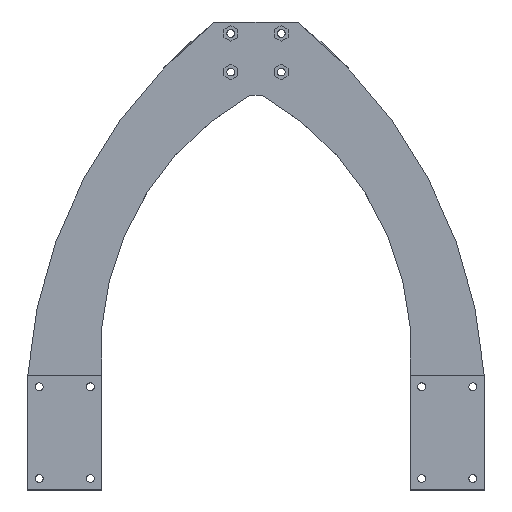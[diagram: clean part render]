
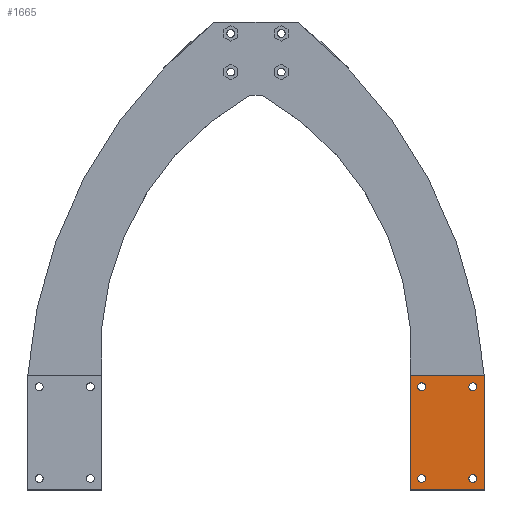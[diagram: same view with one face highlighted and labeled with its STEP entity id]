
A CAD part, top view. The second image highlights one B-rep face of the part: STEP entity #1665.
In plain terms, the highlighted planar face has unit normal (0, 0, 1).
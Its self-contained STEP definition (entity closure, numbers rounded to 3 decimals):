
#28 = DIRECTION ( 'NONE',  ( 0., 0., -1. ) ) ;
#34 = CIRCLE ( 'NONE', #1692, 1.7 ) ;
#68 = CARTESIAN_POINT ( 'NONE',  ( 94.5, -49.962, 108.338 ) ) ;
#88 = EDGE_LOOP ( 'NONE', ( #115, #441 ) ) ;
#108 = CARTESIAN_POINT ( 'NONE',  ( 67.211, -121.662, 108.338 ) ) ;
#113 = DIRECTION ( 'NONE',  ( 0., 1., 0. ) ) ;
#115 = ORIENTED_EDGE ( 'NONE', *, *, #1062, .T. ) ;
#166 = ORIENTED_EDGE ( 'NONE', *, *, #2214, .T. ) ;
#207 = CARTESIAN_POINT ( 'NONE',  ( 72.211, -51.662, 108.338 ) ) ;
#311 = AXIS2_PLACEMENT_3D ( 'NONE', #1490, #2329, #447 ) ;
#326 = CARTESIAN_POINT ( 'NONE',  ( 94.5, -53.362, 108.338 ) ) ;
#339 = DIRECTION ( 'NONE',  ( 0., 0., -1. ) ) ;
#380 = CIRCLE ( 'NONE', #1962, 1.7 ) ;
#385 = EDGE_CURVE ( 'NONE', #2009, #980, #888, .T. ) ;
#416 = CIRCLE ( 'NONE', #2480, 1.7 ) ;
#426 = DIRECTION ( 'NONE',  ( 0., 0., -1. ) ) ;
#441 = ORIENTED_EDGE ( 'NONE', *, *, #2299, .T. ) ;
#444 = CARTESIAN_POINT ( 'NONE',  ( 72.211, -91.662, 108.338 ) ) ;
#447 = DIRECTION ( 'NONE',  ( 0., 1., 0. ) ) ;
#451 = VERTEX_POINT ( 'NONE', #1399 ) ;
#488 = CIRCLE ( 'NONE', #2022, 1.7 ) ;
#498 = EDGE_LOOP ( 'NONE', ( #2030, #1800, #1124, #1928 ) ) ;
#509 = DIRECTION ( 'NONE',  ( 0., 1., 0. ) ) ;
#558 = CARTESIAN_POINT ( 'NONE',  ( 72.211, -51.662, 108.338 ) ) ;
#566 = CARTESIAN_POINT ( 'NONE',  ( 67.211, -46.662, 108.338 ) ) ;
#610 = EDGE_CURVE ( 'NONE', #2009, #2645, #2276, .T. ) ;
#663 = CARTESIAN_POINT ( 'NONE',  ( 72.211, -53.362, 108.338 ) ) ;
#708 = AXIS2_PLACEMENT_3D ( 'NONE', #1779, #991, #1999 ) ;
#738 = ORIENTED_EDGE ( 'NONE', *, *, #1977, .T. ) ;
#751 = VERTEX_POINT ( 'NONE', #68 ) ;
#803 = EDGE_LOOP ( 'NONE', ( #2395, #1112 ) ) ;
#839 = DIRECTION ( 'NONE',  ( -1., 0., 0. ) ) ;
#888 = LINE ( 'NONE', #1136, #957 ) ;
#934 = EDGE_CURVE ( 'NONE', #1497, #2321, #1153, .T. ) ;
#957 = VECTOR ( 'NONE', #1978, 1000. ) ;
#966 = CARTESIAN_POINT ( 'NONE',  ( 67.211, -96.662, 108.338 ) ) ;
#972 = PLANE ( 'NONE',  #1432 ) ;
#978 = LINE ( 'NONE', #108, #1231 ) ;
#980 = VERTEX_POINT ( 'NONE', #2089 ) ;
#986 = LINE ( 'NONE', #1622, #2266 ) ;
#991 = DIRECTION ( 'NONE',  ( 0., 0., -1. ) ) ;
#1011 = ORIENTED_EDGE ( 'NONE', *, *, #2481, .T. ) ;
#1039 = EDGE_LOOP ( 'NONE', ( #166, #1747 ) ) ;
#1050 = CIRCLE ( 'NONE', #311, 1.7 ) ;
#1062 = EDGE_CURVE ( 'NONE', #2655, #2201, #488, .T. ) ;
#1084 = DIRECTION ( 'NONE',  ( 0., 0., -1. ) ) ;
#1107 = EDGE_CURVE ( 'NONE', #2321, #1497, #1814, .T. ) ;
#1112 = ORIENTED_EDGE ( 'NONE', *, *, #934, .T. ) ;
#1124 = ORIENTED_EDGE ( 'NONE', *, *, #610, .T. ) ;
#1136 = CARTESIAN_POINT ( 'NONE',  ( 99.5, -46.662, 108.338 ) ) ;
#1153 = CIRCLE ( 'NONE', #708, 1.7 ) ;
#1180 = DIRECTION ( 'NONE',  ( 0., 0., -1. ) ) ;
#1216 = DIRECTION ( 'NONE',  ( 0., 0., -1. ) ) ;
#1231 = VECTOR ( 'NONE', #1611, 1000. ) ;
#1303 = VERTEX_POINT ( 'NONE', #1735 ) ;
#1361 = FACE_BOUND ( 'NONE', #1039, .T. ) ;
#1399 = CARTESIAN_POINT ( 'NONE',  ( 94.5, -93.362, 108.338 ) ) ;
#1432 = AXIS2_PLACEMENT_3D ( 'NONE', #2640, #339, #113 ) ;
#1487 = DIRECTION ( 'NONE',  ( 0., 0., -1. ) ) ;
#1490 = CARTESIAN_POINT ( 'NONE',  ( 94.5, -91.662, 108.338 ) ) ;
#1497 = VERTEX_POINT ( 'NONE', #2658 ) ;
#1568 = FACE_BOUND ( 'NONE', #88, .T. ) ;
#1611 = DIRECTION ( 'NONE',  ( 0., 1., 0. ) ) ;
#1622 = CARTESIAN_POINT ( 'NONE',  ( 99.5, -96.662, 108.338 ) ) ;
#1627 = CARTESIAN_POINT ( 'NONE',  ( 72.211, -89.962, 108.338 ) ) ;
#1634 = EDGE_CURVE ( 'NONE', #2317, #751, #416, .T. ) ;
#1649 = DIRECTION ( 'NONE',  ( 0., 1., 0. ) ) ;
#1665 = ADVANCED_FACE ( 'NONE', ( #2431, #1568, #1361, #2228, #2612 ), #972, .F. ) ;
#1692 = AXIS2_PLACEMENT_3D ( 'NONE', #1710, #28, #1698 ) ;
#1698 = DIRECTION ( 'NONE',  ( 0., 1., 0. ) ) ;
#1710 = CARTESIAN_POINT ( 'NONE',  ( 94.5, -91.662, 108.338 ) ) ;
#1735 = CARTESIAN_POINT ( 'NONE',  ( 94.5, -89.962, 108.338 ) ) ;
#1747 = ORIENTED_EDGE ( 'NONE', *, *, #1634, .T. ) ;
#1779 = CARTESIAN_POINT ( 'NONE',  ( 72.211, -91.662, 108.338 ) ) ;
#1800 = ORIENTED_EDGE ( 'NONE', *, *, #385, .F. ) ;
#1814 = CIRCLE ( 'NONE', #2650, 1.7 ) ;
#1827 = DIRECTION ( 'NONE',  ( -1., 0., 0. ) ) ;
#1865 = CARTESIAN_POINT ( 'NONE',  ( 99.5, -46.662, 108.338 ) ) ;
#1879 = VECTOR ( 'NONE', #839, 1000. ) ;
#1928 = ORIENTED_EDGE ( 'NONE', *, *, #2648, .F. ) ;
#1962 = AXIS2_PLACEMENT_3D ( 'NONE', #558, #1216, #2002 ) ;
#1977 = EDGE_CURVE ( 'NONE', #1303, #451, #34, .T. ) ;
#1978 = DIRECTION ( 'NONE',  ( 0., -1., 0. ) ) ;
#1999 = DIRECTION ( 'NONE',  ( 0., 1., 0. ) ) ;
#2002 = DIRECTION ( 'NONE',  ( 0., 1., 0. ) ) ;
#2009 = VERTEX_POINT ( 'NONE', #1865 ) ;
#2022 = AXIS2_PLACEMENT_3D ( 'NONE', #207, #426, #1649 ) ;
#2030 = ORIENTED_EDGE ( 'NONE', *, *, #2050, .F. ) ;
#2050 = EDGE_CURVE ( 'NONE', #980, #2719, #986, .T. ) ;
#2086 = AXIS2_PLACEMENT_3D ( 'NONE', #2366, #1084, #2162 ) ;
#2089 = CARTESIAN_POINT ( 'NONE',  ( 99.5, -96.662, 108.338 ) ) ;
#2120 = DIRECTION ( 'NONE',  ( 0., 1., 0. ) ) ;
#2162 = DIRECTION ( 'NONE',  ( 0., 1., 0. ) ) ;
#2176 = EDGE_LOOP ( 'NONE', ( #738, #1011 ) ) ;
#2201 = VERTEX_POINT ( 'NONE', #663 ) ;
#2214 = EDGE_CURVE ( 'NONE', #751, #2317, #2666, .T. ) ;
#2228 = FACE_BOUND ( 'NONE', #2176, .T. ) ;
#2266 = VECTOR ( 'NONE', #1827, 1000. ) ;
#2276 = LINE ( 'NONE', #2522, #1879 ) ;
#2299 = EDGE_CURVE ( 'NONE', #2201, #2655, #380, .T. ) ;
#2317 = VERTEX_POINT ( 'NONE', #326 ) ;
#2321 = VERTEX_POINT ( 'NONE', #1627 ) ;
#2329 = DIRECTION ( 'NONE',  ( 0., 0., -1. ) ) ;
#2366 = CARTESIAN_POINT ( 'NONE',  ( 94.5, -51.662, 108.338 ) ) ;
#2391 = CARTESIAN_POINT ( 'NONE',  ( 94.5, -51.662, 108.338 ) ) ;
#2395 = ORIENTED_EDGE ( 'NONE', *, *, #1107, .T. ) ;
#2431 = FACE_BOUND ( 'NONE', #803, .T. ) ;
#2480 = AXIS2_PLACEMENT_3D ( 'NONE', #2391, #1180, #509 ) ;
#2481 = EDGE_CURVE ( 'NONE', #451, #1303, #1050, .T. ) ;
#2522 = CARTESIAN_POINT ( 'NONE',  ( 99.5, -46.662, 108.338 ) ) ;
#2612 = FACE_OUTER_BOUND ( 'NONE', #498, .T. ) ;
#2640 = CARTESIAN_POINT ( 'NONE',  ( 99.5, -46.662, 108.338 ) ) ;
#2645 = VERTEX_POINT ( 'NONE', #566 ) ;
#2648 = EDGE_CURVE ( 'NONE', #2719, #2645, #978, .T. ) ;
#2650 = AXIS2_PLACEMENT_3D ( 'NONE', #444, #1487, #2120 ) ;
#2655 = VERTEX_POINT ( 'NONE', #2659 ) ;
#2658 = CARTESIAN_POINT ( 'NONE',  ( 72.211, -93.362, 108.338 ) ) ;
#2659 = CARTESIAN_POINT ( 'NONE',  ( 72.211, -49.962, 108.338 ) ) ;
#2666 = CIRCLE ( 'NONE', #2086, 1.7 ) ;
#2719 = VERTEX_POINT ( 'NONE', #966 ) ;
